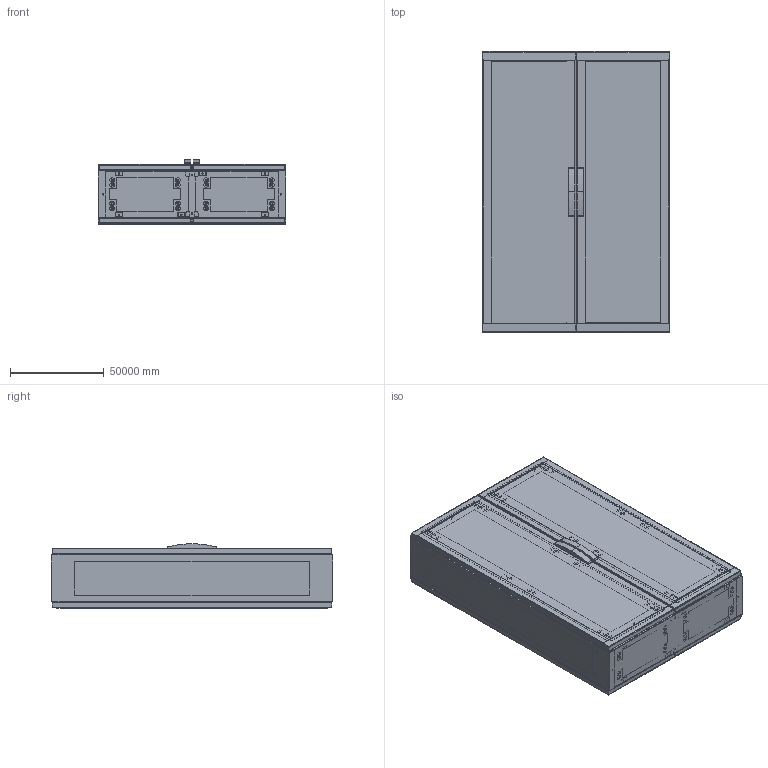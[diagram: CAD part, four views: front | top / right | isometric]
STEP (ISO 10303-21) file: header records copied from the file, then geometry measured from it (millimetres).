
FILE_DESCRIPTION(('STEP AP242'),'1');
FILE_NAME('nsypla15103g.stp','2019-01-09T11:17:48',('TraceParts'),('TraceParts S.A.'),'Spatial InterOp 3D',' ',' ');
FILE_SCHEMA(('AP242_MANAGED_MODEL_BASED_3D_ENGINEERING_MIM_LF {1 0 10303 442 1 1 4}'));
Length unit declared in the file: decimetre
Products named in the file (1): nsypla15103g_1
Bounding box: 99999.9 x 150000 x 34368.24 mm (x, y, z)
Volume: 24750212090109.3 mm3; surface area: 124076330815.3 mm2
Topology: 5 solids, 5 shells, 5090 faces, 12953 edges, 8333 vertices
Faces by surface type: plane 3234, cylinder 1164, cone 624, sphere 36, torus 32
Entity records: 160442 total; most frequent: CARTESIAN_POINT 34762, DIRECTION 26234, ORIENTED_EDGE 25906, EDGE_CURVE 12953, LINE 9058, VECTOR 9058, AXIS2_PLACEMENT_3D 8588, VERTEX_POINT 8333
